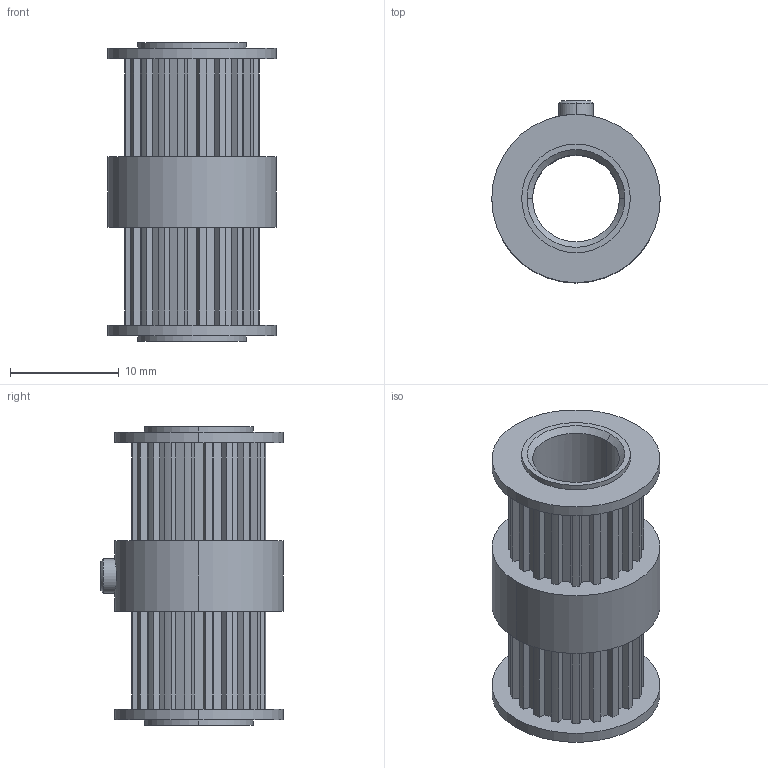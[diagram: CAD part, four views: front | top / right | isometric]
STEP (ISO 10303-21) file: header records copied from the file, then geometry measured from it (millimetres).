
FILE_DESCRIPTION(('STEP AP214'),'1');
FILE_NAME('1167-B2P-A.step','2014-03-27T09:49:16',(' '),(' '),'Spatial InterOp 3D',' ',' ');
FILE_SCHEMA(('automotive_design'));
Length unit declared in the file: metre
Products named in the file (2): 1; 2
Bounding box: 15.5 x 16.75 x 27.5 mm (x, y, z)
Volume: 2230.9 mm3; surface area: 2802.3 mm2
Topology: 2 solids, 2 shells, 201 faces, 562 edges, 372 vertices
Faces by surface type: plane 137, cylinder 56, cone 8
Entity records: 8192 total; most frequent: CARTESIAN_POINT 1245, ORIENTED_EDGE 1124, DIRECTION 1080, EDGE_CURVE 562, LINE 442, VECTOR 442, VERTEX_POINT 372, AXIS2_PLACEMENT_3D 319
